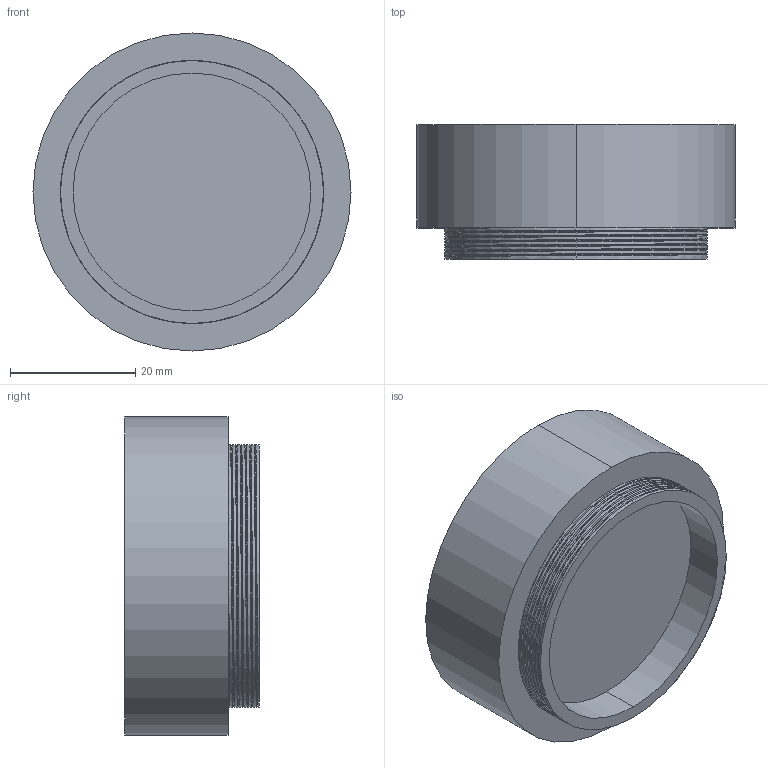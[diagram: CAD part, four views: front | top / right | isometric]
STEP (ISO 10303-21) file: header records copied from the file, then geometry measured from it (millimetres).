
FILE_DESCRIPTION (( 'STEP AP203' ), '1' );
FILE_NAME ('APD-ML40-160-VIS-B.STEP', '2023-11-21T13:19:30', ( '' ), ( '' ), 'SwSTEP 2.0', 'SolidWorks 2023', '' );
FILE_SCHEMA (( 'CONFIG_CONTROL_DESIGN' ));
Length unit declared in the file: millimetre
Products named in the file (1): APD-ML40-160-VIS-B
Bounding box: 50.8 x 21.5 x 50.8 mm (x, y, z)
Volume: 12773.6 mm3; surface area: 10612.4 mm2
Topology: 1 solids, 1 shells, 68 faces, 182 edges, 120 vertices
Faces by surface type: cylinder 52, plane 9, bspline 7
Entity records: 6969 total; most frequent: CARTESIAN_POINT 5489, ORIENTED_EDGE 364, DIRECTION 219, EDGE_CURVE 182, VERTEX_POINT 120, AXIS2_PLACEMENT_3D 80, EDGE_LOOP 72, ADVANCED_FACE 68
